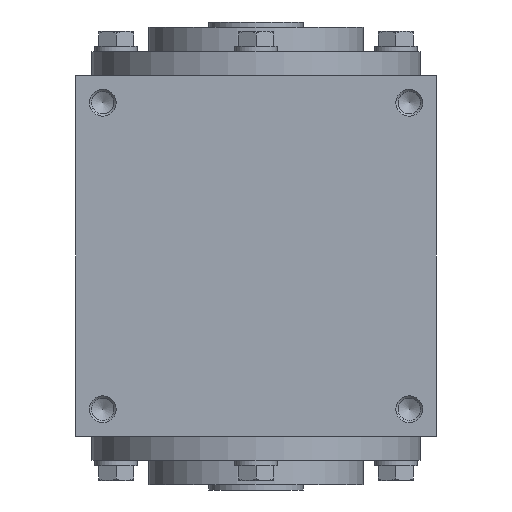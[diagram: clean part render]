
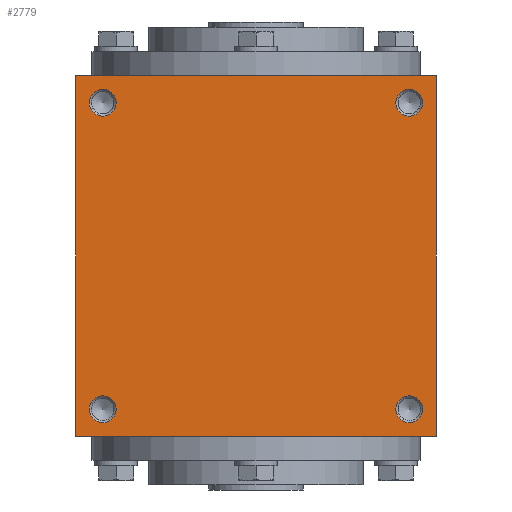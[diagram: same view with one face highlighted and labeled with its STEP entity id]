
A CAD part, left-side view. The second image highlights one B-rep face of the part: STEP entity #2779.
In plain terms, the highlighted face is planar.
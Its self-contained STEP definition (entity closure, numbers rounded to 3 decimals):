
#236=PLANE('',#4256);
#361=LINE('',#5951,#489);
#365=LINE('',#5968,#493);
#368=LINE('',#5984,#496);
#371=LINE('',#5998,#499);
#489=VECTOR('',#4970,1000.);
#493=VECTOR('',#4984,1000.);
#496=VECTOR('',#4999,1000.);
#499=VECTOR('',#5012,1000.);
#915=ORIENTED_EDGE('',*,*,#1522,.F.);
#916=ORIENTED_EDGE('',*,*,#1523,.T.);
#917=ORIENTED_EDGE('',*,*,#1524,.F.);
#918=ORIENTED_EDGE('',*,*,#1525,.T.);
#919=ORIENTED_EDGE('',*,*,#1497,.F.);
#920=ORIENTED_EDGE('',*,*,#1520,.F.);
#921=ORIENTED_EDGE('',*,*,#1513,.F.);
#922=ORIENTED_EDGE('',*,*,#1505,.F.);
#1497=EDGE_CURVE('',#1793,#1794,#361,.T.);
#1505=EDGE_CURVE('',#1794,#1801,#365,.T.);
#1513=EDGE_CURVE('',#1801,#1808,#368,.T.);
#1520=EDGE_CURVE('',#1808,#1793,#371,.T.);
#1522=EDGE_CURVE('',#1814,#1814,#1979,.T.);
#1523=EDGE_CURVE('',#1815,#1815,#1980,.T.);
#1524=EDGE_CURVE('',#1816,#1816,#1981,.T.);
#1525=EDGE_CURVE('',#1817,#1817,#1982,.T.);
#1793=VERTEX_POINT('',#5952);
#1794=VERTEX_POINT('',#5953);
#1801=VERTEX_POINT('',#5969);
#1808=VERTEX_POINT('',#5985);
#1814=VERTEX_POINT('',#6002);
#1815=VERTEX_POINT('',#6004);
#1816=VERTEX_POINT('',#6006);
#1817=VERTEX_POINT('',#6008);
#1979=CIRCLE('',#4257,5.);
#1980=CIRCLE('',#4258,5.);
#1981=CIRCLE('',#4259,5.);
#1982=CIRCLE('',#4260,5.);
#2137=EDGE_LOOP('',(#915));
#2138=EDGE_LOOP('',(#916));
#2139=EDGE_LOOP('',(#917));
#2140=EDGE_LOOP('',(#918));
#2141=EDGE_LOOP('',(#919,#920,#921,#922));
#2434=FACE_BOUND('',#2137,.T.);
#2435=FACE_BOUND('',#2138,.T.);
#2436=FACE_BOUND('',#2139,.T.);
#2437=FACE_BOUND('',#2140,.T.);
#2438=FACE_BOUND('',#2141,.T.);
#2779=ADVANCED_FACE('',(#2434,#2435,#2436,#2437,#2438),#236,.F.);
#4256=AXIS2_PLACEMENT_3D('',#6000,#5014,#5015);
#4257=AXIS2_PLACEMENT_3D('',#6001,#5016,#5017);
#4258=AXIS2_PLACEMENT_3D('',#6003,#5018,#5019);
#4259=AXIS2_PLACEMENT_3D('',#6005,#5020,#5021);
#4260=AXIS2_PLACEMENT_3D('',#6007,#5022,#5023);
#4970=DIRECTION('',(0.,-1.,0.));
#4984=DIRECTION('',(1.,0.,0.));
#4999=DIRECTION('',(0.,1.,0.));
#5012=DIRECTION('',(-1.,0.,0.));
#5014=DIRECTION('',(0.,0.,1.));
#5015=DIRECTION('',(1.,0.,0.));
#5016=DIRECTION('',(0.,0.,-1.));
#5017=DIRECTION('',(-1.,0.,0.));
#5018=DIRECTION('',(0.,0.,1.));
#5019=DIRECTION('',(1.,0.,0.));
#5020=DIRECTION('',(0.,0.,-1.));
#5021=DIRECTION('',(-1.,0.,0.));
#5022=DIRECTION('',(0.,0.,1.));
#5023=DIRECTION('',(1.,0.,0.));
#5951=CARTESIAN_POINT('',(-67.,67.,-67.));
#5952=CARTESIAN_POINT('',(-67.,67.,-67.));
#5953=CARTESIAN_POINT('',(-67.,-67.,-67.));
#5968=CARTESIAN_POINT('',(-67.,-67.,-67.));
#5969=CARTESIAN_POINT('',(67.,-67.,-67.));
#5984=CARTESIAN_POINT('',(67.,-67.,-67.));
#5985=CARTESIAN_POINT('',(67.,67.,-67.));
#5998=CARTESIAN_POINT('',(67.,67.,-67.));
#6000=CARTESIAN_POINT('',(0.,0.,-67.));
#6001=CARTESIAN_POINT('',(-57.,57.,-67.));
#6002=CARTESIAN_POINT('',(-62.,57.,-67.));
#6003=CARTESIAN_POINT('',(57.,57.,-67.));
#6004=CARTESIAN_POINT('',(62.,57.,-67.));
#6005=CARTESIAN_POINT('',(-57.,-57.,-67.));
#6006=CARTESIAN_POINT('',(-62.,-57.,-67.));
#6007=CARTESIAN_POINT('',(57.,-57.,-67.));
#6008=CARTESIAN_POINT('',(62.,-57.,-67.));
